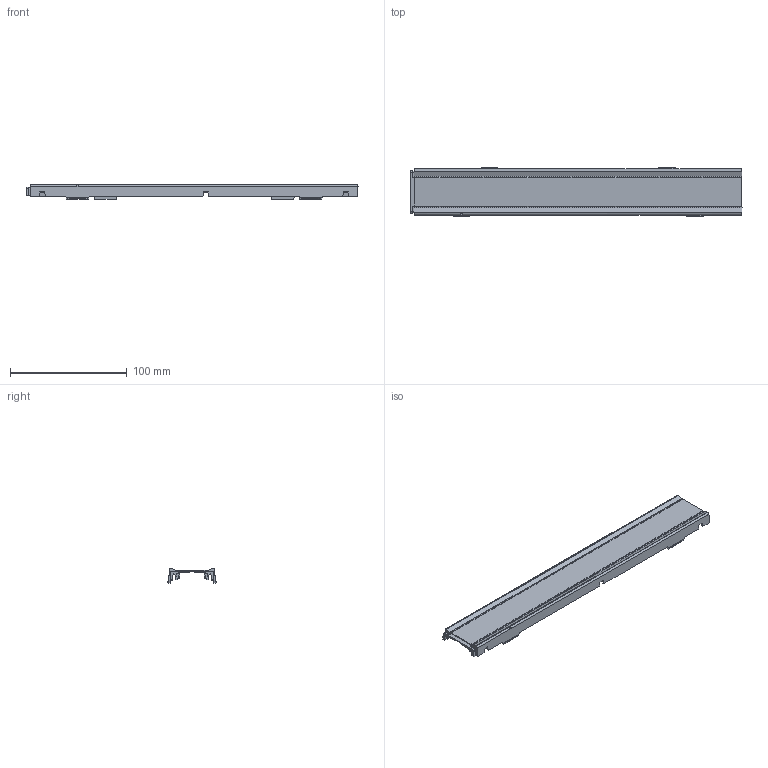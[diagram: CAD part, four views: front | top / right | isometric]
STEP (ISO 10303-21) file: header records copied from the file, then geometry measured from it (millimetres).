
FILE_DESCRIPTION((''),'2;1');
FILE_NAME('6090-L40','2019-12-17T10:57:04',('Administrator'),(''),'CREO PARAMETRIC BY PTC INC, 2017110','CREO PARAMETRIC BY PTC INC, 2017110','');
FILE_SCHEMA(('CONFIG_CONTROL_DESIGN'));
Products named in the file (1): 6090-L40
Bounding box: 284.5 x 42.24 x 12.79 mm (x, y, z)
Volume: 30925.8 mm3; surface area: 35868.5 mm2
Topology: 1 solids, 1 shells, 1417 faces, 4999 edges, 3584 vertices
Faces by surface type: plane 841, cylinder 570, extrusion 4, cone 2
Entity records: 54868 total; most frequent: CARTESIAN_POINT 16612, ORIENTED_EDGE 9998, DIRECTION 5190, EDGE_CURVE 4999, VERTEX_POINT 3584, B_SPLINE_CURVE_WITH_KNOTS 2652, VECTOR 2346, LINE 2342
